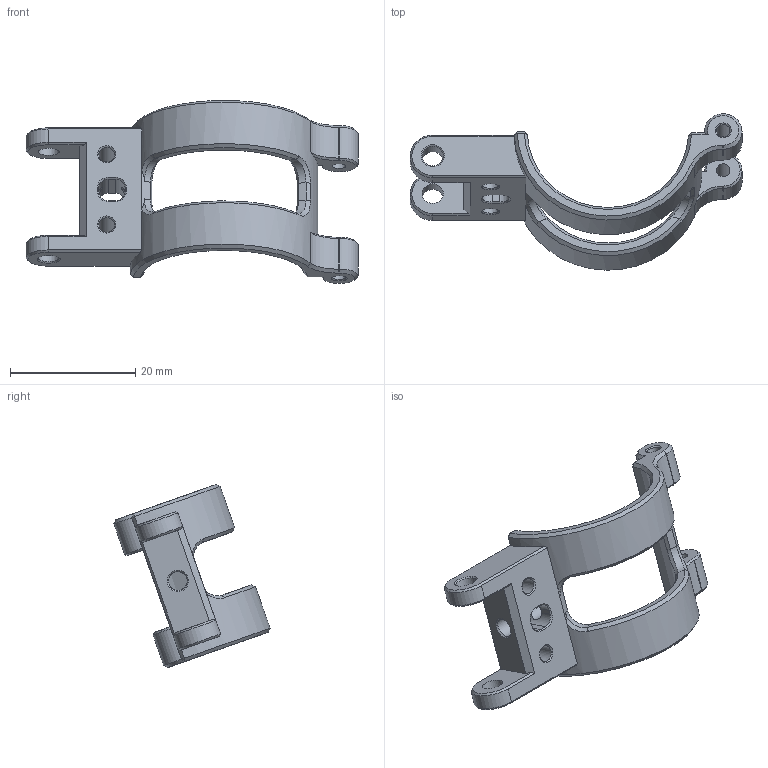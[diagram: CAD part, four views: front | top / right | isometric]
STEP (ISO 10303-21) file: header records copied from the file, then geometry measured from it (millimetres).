
FILE_DESCRIPTION(/* description */ (''),/* implementation_level */ '2;1');
FILE_NAME(/* name */ 'Pivot Lampe 1in (anodisation 0.07mm).step',/* time_stamp */ '2023-06-06T15:38:45+02:00',/* author */ (''),/* organization */ (''),/* preprocessor_version */ 'ST-DEVELOPER v19.2',/* originating_system */ 'Autodesk Translation Framework v12.6.0.85',/* authorisation */ '');
FILE_SCHEMA (('AUTOMOTIVE_DESIGN { 1 0 10303 214 3 1 1 }'));
Length unit declared in the file: millimetre
Products named in the file (3): accessoires sur rail v5; v5 sur rotule; Lampe 1"
Assembly tree (2 placements, depth 3):
  accessoires sur rail v5
    v5 sur rotule
      Lampe 1"
Bounding box: 53.01 x 24.94 x 29.23 mm (x, y, z)
Volume: 3412.5 mm3; surface area: 3323.6 mm2
Topology: 1 solids, 1 shells, 141 faces, 346 edges, 204 vertices
Faces by surface type: plane 64, cone 37, cylinder 24, bspline 16
Full cylindrical faces by diameter (mm): 2.14 x2, 2.5 x2, 3 x2, 3.34 x2
Entity records: 4964 total; most frequent: CARTESIAN_POINT 1635, ORIENTED_EDGE 692, DIRECTION 640, EDGE_CURVE 346, AXIS2_PLACEMENT_3D 218, LINE 204, VECTOR 204, VERTEX_POINT 204
